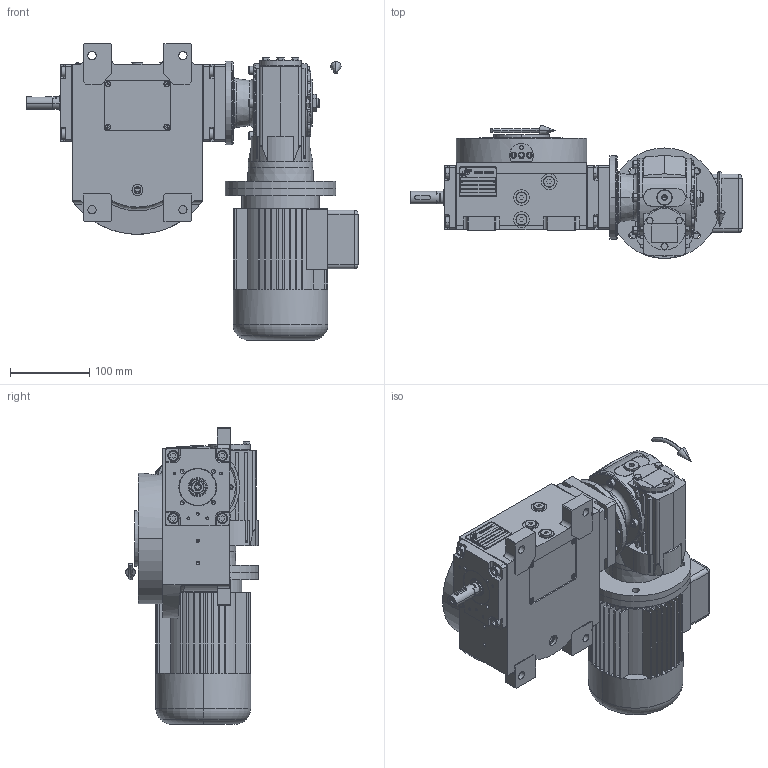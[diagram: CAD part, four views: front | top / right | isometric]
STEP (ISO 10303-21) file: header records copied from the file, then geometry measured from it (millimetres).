
FILE_DESCRIPTION (( 'STEP AP203' ), '1' );
FILE_NAME ('PC5201998.step', '2026-04-01T12:23:56', ( '' ), ( '' ), 'SwSTEP 2.0', 'SolidWorks 2020', '' );
FILE_SCHEMA (( 'CONFIG_CONTROL_DESIGN' ));
Length unit declared in the file: millimetre
Products named in the file (76): AS_cfn2476_01_001_48x38; rig04_004; cfn2151_01_087; cfn2128_04_011; cfn2115_02_182; AS_rig04_004_s_002; CFN2223_01-390X6-B.stp; cfn2000_01_147; AS_900_38_30_003; RIG04_005_ASM.stp; rig04_002_bl_004; rig04_007_master; cfn2000_01_129; CFN2203_02_001.stp; olio_agip_blasia_150; cfn2476_01_001_48x38; rig04_003_8; 900_38_30_003; AS_rig04_015; rig04_001_a; CFN2356_03_051.stp; RIG04_005_AF0.stp; AS_rig04_002_bl_004; cfn2003_01_063; AS_rig04_004; CFN2010_02_002.stp; CFN2104_02_017.stp; AS_rig04_004_s_001; CBF40_F1_LCB_SX_63B5; cfn2070_05_001; rig04_015; cfn2155_01_038; cfn2276_01_065; cfn2077_01_018; cfn2107_01_001; cfn2104_01_016; freccia_angolare; TN63A4B5; rig04_004_s_002; CFN2000_01_185.stp ...
Assembly tree (69 placements, depth 5):
  cfn2151_01_087
  CFN2223_01-390X6-B.stp
  rig04_007_master
  CFN2203_02_001.stp
  olio_agip_blasia_150
Bounding box: 420 x 168.5 x 375 mm (x, y, z)
Volume: 4745925.2 mm3; surface area: 744425 mm2
Topology: 73 solids, 76 shells, 3117 faces, 7723 edges, 4933 vertices
Faces by surface type: plane 1612, cylinder 967, cone 455, torus 72, sphere 10, bspline 1
Entity records: 102283 total; most frequent: CARTESIAN_POINT 21528, DIRECTION 15520, ORIENTED_EDGE 14820, EDGE_CURVE 7410, AXIS2_PLACEMENT_3D 5490, VERTEX_POINT 4788, VECTOR 4540, LINE 4540
